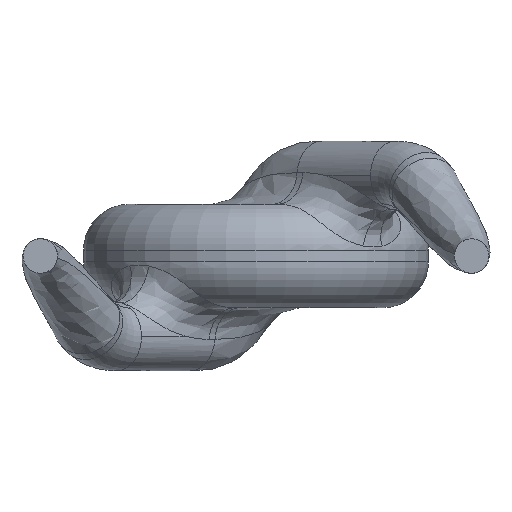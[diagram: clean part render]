
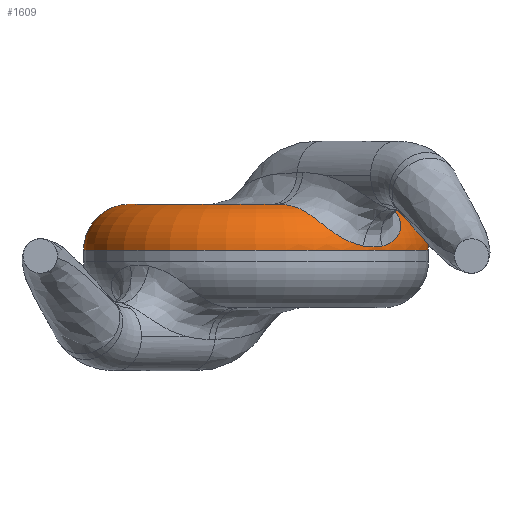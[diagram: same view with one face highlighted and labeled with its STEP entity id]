
A CAD part, front view. The second image highlights one B-rep face of the part: STEP entity #1609.
In plain terms, the highlighted toroidal (fillet/blend) face has major radius 2.2 mm and minor radius 0.8 mm.
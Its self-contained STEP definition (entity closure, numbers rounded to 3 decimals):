
#2 = DIRECTION ( 'NONE',  ( 1., 0., 0. ) ) ;
#7 = VERTEX_POINT ( 'NONE', #2418 ) ;
#20 = EDGE_CURVE ( 'NONE', #1997, #1701, #1747, .T. ) ;
#31 = CARTESIAN_POINT ( 'NONE',  ( 2.384, 4.19, 0.247 ) ) ;
#160 = DIRECTION ( 'NONE',  ( 1., 0., 0. ) ) ;
#168 = DIRECTION ( 'NONE',  ( 0., 0., 1. ) ) ;
#187 = EDGE_LOOP ( 'NONE', ( #1215, #3539, #1811, #361, #909, #3493, #737, #1524 ) ) ;
#203 = CARTESIAN_POINT ( 'NONE',  ( 2.503, 4.747, 0.635 ) ) ;
#237 = CARTESIAN_POINT ( 'NONE',  ( 1.868, 3.657, 0.174 ) ) ;
#275 = CARTESIAN_POINT ( 'NONE',  ( 1.868, 3.657, 0.174 ) ) ;
#303 = CARTESIAN_POINT ( 'NONE',  ( 2.188, 3.953, 0.174 ) ) ;
#318 = TOROIDAL_SURFACE ( 'NONE', #735, 2.2, 0.8 ) ;
#361 = ORIENTED_EDGE ( 'NONE', *, *, #1590, .F. ) ;
#470 = CARTESIAN_POINT ( 'NONE',  ( 1.232, 3.364, 0.492 ) ) ;
#472 = CARTESIAN_POINT ( 'NONE',  ( 2.281, 5.183, 0.871 ) ) ;
#508 = DIRECTION ( 'NONE',  ( 0., 0., -1. ) ) ;
#543 = DIRECTION ( 'NONE',  ( 0., 0., -1. ) ) ;
#584 = CARTESIAN_POINT ( 'NONE',  ( -2.2, 6., 0.1 ) ) ;
#657 = B_SPLINE_CURVE_WITH_KNOTS ( 'NONE', 3,
 ( #2448, #2703, #3291, #237 ),
 .UNSPECIFIED., .F., .F.,
 ( 4, 4 ),
 ( 0., 0. ),
 .UNSPECIFIED. ) ;
#706 = CARTESIAN_POINT ( 'NONE',  ( 0., 6., 0.9 ) ) ;
#714 = CARTESIAN_POINT ( 'NONE',  ( 2.321, 5.118, 0.851 ) ) ;
#734 = CARTESIAN_POINT ( 'NONE',  ( 1.36, 3.381, 0.393 ) ) ;
#735 = AXIS2_PLACEMENT_3D ( 'NONE', #3443, #2065, #160 ) ;
#737 = ORIENTED_EDGE ( 'NONE', *, *, #3300, .T. ) ;
#760 = CARTESIAN_POINT ( 'NONE',  ( 0.508, 3.75, 0.9 ) ) ;
#791 = AXIS2_PLACEMENT_3D ( 'NONE', #584, #3064, #1703 ) ;
#905 = B_SPLINE_CURVE_WITH_KNOTS ( 'NONE', 3,
 ( #1034, #1823, #2649, #734, #470, #1305, #1317, #2681, #760, #2392 ),
 .UNSPECIFIED., .F., .F.,
 ( 4, 2, 2, 2, 4 ),
 ( 0.002, 0.003, 0.003, 0.004, 0.004 ),
 .UNSPECIFIED. ) ;
#909 = ORIENTED_EDGE ( 'NONE', *, *, #20, .T. ) ;
#945 = EDGE_CURVE ( 'NONE', #2679, #7, #2992, .T. ) ;
#977 = AXIS2_PLACEMENT_3D ( 'NONE', #1110, #2768, #3285 ) ;
#1034 = CARTESIAN_POINT ( 'NONE',  ( 1.868, 3.657, 0.174 ) ) ;
#1039 = CARTESIAN_POINT ( 'NONE',  ( 2.188, 3.953, 0.174 ) ) ;
#1085 = VERTEX_POINT ( 'NONE', #275 ) ;
#1099 = CIRCLE ( 'NONE', #3122, 3. ) ;
#1110 = CARTESIAN_POINT ( 'NONE',  ( 0., 6., 0.9 ) ) ;
#1139 = CIRCLE ( 'NONE', #3402, 2.2 ) ;
#1215 = ORIENTED_EDGE ( 'NONE', *, *, #2673, .F. ) ;
#1217 = VERTEX_POINT ( 'NONE', #2284 ) ;
#1273 = CARTESIAN_POINT ( 'NONE',  ( 2.521, 4.626, 0.54 ) ) ;
#1305 = CARTESIAN_POINT ( 'NONE',  ( 0.991, 3.42, 0.682 ) ) ;
#1317 = CARTESIAN_POINT ( 'NONE',  ( 0.877, 3.491, 0.77 ) ) ;
#1399 = CIRCLE ( 'NONE', #977, 2.2 ) ;
#1416 = CARTESIAN_POINT ( 'NONE',  ( 0.375, 3.832, 0.9 ) ) ;
#1432 = VERTEX_POINT ( 'NONE', #2777 ) ;
#1524 = ORIENTED_EDGE ( 'NONE', *, *, #2824, .F. ) ;
#1549 = CARTESIAN_POINT ( 'NONE',  ( 2.52, 4.563, 0.491 ) ) ;
#1574 = CARTESIAN_POINT ( 'NONE',  ( 2.131, 5.455, 0.9 ) ) ;
#1590 = EDGE_CURVE ( 'NONE', #1997, #7, #1139, .T. ) ;
#1609 = ADVANCED_FACE ( 'NONE', ( #3434 ), #318, .T. ) ;
#1701 = VERTEX_POINT ( 'NONE', #1039 ) ;
#1703 = DIRECTION ( 'NONE',  ( -1., 0., 0. ) ) ;
#1747 = B_SPLINE_CURVE_WITH_KNOTS ( 'NONE', 3,
 ( #1574, #3500, #2154, #472, #714, #2963, #2650, #3511, #203, #1273, #1549, #3318, #3065, #31, #3356, #303 ),
 .UNSPECIFIED., .F., .F.,
 ( 4, 2, 2, 2, 2, 2, 2, 4 ),
 ( 0., 0., 0., 0.001, 0.001, 0.001, 0.001, 0.002 ),
 .UNSPECIFIED. ) ;
#1811 = ORIENTED_EDGE ( 'NONE', *, *, #945, .T. ) ;
#1823 = CARTESIAN_POINT ( 'NONE',  ( 1.746, 3.562, 0.197 ) ) ;
#1997 = VERTEX_POINT ( 'NONE', #2733 ) ;
#2065 = DIRECTION ( 'NONE',  ( 0., 0., 1. ) ) ;
#2154 = CARTESIAN_POINT ( 'NONE',  ( 2.205, 5.317, 0.895 ) ) ;
#2172 = CARTESIAN_POINT ( 'NONE',  ( 2.2, 6., 0.1 ) ) ;
#2194 = CARTESIAN_POINT ( 'NONE',  ( 3., 6., 0.1 ) ) ;
#2284 = CARTESIAN_POINT ( 'NONE',  ( -3., 6., 0.1 ) ) ;
#2324 = DIRECTION ( 'NONE',  ( 1., 0., 0. ) ) ;
#2377 = EDGE_CURVE ( 'NONE', #2679, #1217, #1099, .T. ) ;
#2392 = CARTESIAN_POINT ( 'NONE',  ( 0.375, 3.832, 0.9 ) ) ;
#2414 = DIRECTION ( 'NONE',  ( 0., -1., 0. ) ) ;
#2418 = CARTESIAN_POINT ( 'NONE',  ( 2.2, 6., 0.9 ) ) ;
#2448 = CARTESIAN_POINT ( 'NONE',  ( 2.188, 3.953, 0.174 ) ) ;
#2595 = VERTEX_POINT ( 'NONE', #1416 ) ;
#2622 = CIRCLE ( 'NONE', #791, 0.8 ) ;
#2649 = CARTESIAN_POINT ( 'NONE',  ( 1.616, 3.481, 0.247 ) ) ;
#2650 = CARTESIAN_POINT ( 'NONE',  ( 2.428, 4.931, 0.762 ) ) ;
#2673 = EDGE_CURVE ( 'NONE', #1217, #1432, #2622, .T. ) ;
#2679 = VERTEX_POINT ( 'NONE', #2194 ) ;
#2681 = CARTESIAN_POINT ( 'NONE',  ( 0.636, 3.659, 0.879 ) ) ;
#2703 = CARTESIAN_POINT ( 'NONE',  ( 2.091, 3.846, 0.152 ) ) ;
#2707 = AXIS2_PLACEMENT_3D ( 'NONE', #2172, #2414, #508 ) ;
#2733 = CARTESIAN_POINT ( 'NONE',  ( 2.131, 5.455, 0.9 ) ) ;
#2742 = CARTESIAN_POINT ( 'NONE',  ( 0., 6., 0.1 ) ) ;
#2747 = EDGE_CURVE ( 'NONE', #1701, #1085, #657, .T. ) ;
#2768 = DIRECTION ( 'NONE',  ( 0., 0., 1. ) ) ;
#2777 = CARTESIAN_POINT ( 'NONE',  ( -2.2, 6., 0.9 ) ) ;
#2824 = EDGE_CURVE ( 'NONE', #1432, #2595, #1399, .T. ) ;
#2963 = CARTESIAN_POINT ( 'NONE',  ( 2.395, 4.991, 0.797 ) ) ;
#2992 = CIRCLE ( 'NONE', #2707, 0.8 ) ;
#3064 = DIRECTION ( 'NONE',  ( 0., 1., 0. ) ) ;
#3065 = CARTESIAN_POINT ( 'NONE',  ( 2.474, 4.377, 0.358 ) ) ;
#3122 = AXIS2_PLACEMENT_3D ( 'NONE', #2742, #543, #2 ) ;
#3285 = DIRECTION ( 'NONE',  ( 1., 0., 0. ) ) ;
#3291 = CARTESIAN_POINT ( 'NONE',  ( 1.983, 3.746, 0.152 ) ) ;
#3300 = EDGE_CURVE ( 'NONE', #1085, #2595, #905, .T. ) ;
#3318 = CARTESIAN_POINT ( 'NONE',  ( 2.496, 4.439, 0.4 ) ) ;
#3356 = CARTESIAN_POINT ( 'NONE',  ( 2.292, 4.067, 0.197 ) ) ;
#3402 = AXIS2_PLACEMENT_3D ( 'NONE', #706, #168, #2324 ) ;
#3434 = FACE_OUTER_BOUND ( 'NONE', #187, .T. ) ;
#3443 = CARTESIAN_POINT ( 'NONE',  ( 0., 6., 0.1 ) ) ;
#3493 = ORIENTED_EDGE ( 'NONE', *, *, #2747, .T. ) ;
#3500 = CARTESIAN_POINT ( 'NONE',  ( 2.167, 5.385, 0.9 ) ) ;
#3511 = CARTESIAN_POINT ( 'NONE',  ( 2.483, 4.808, 0.681 ) ) ;
#3539 = ORIENTED_EDGE ( 'NONE', *, *, #2377, .F. ) ;
